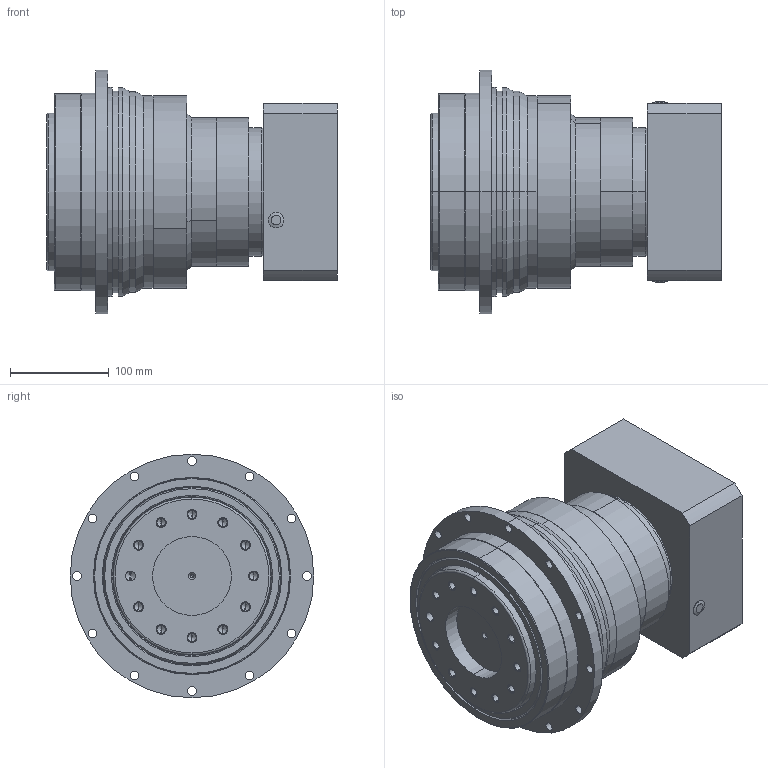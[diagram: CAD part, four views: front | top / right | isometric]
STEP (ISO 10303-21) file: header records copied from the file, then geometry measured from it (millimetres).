
FILE_DESCRIPTION (( 'STEP AP203' ), '1' );
FILE_NAME ('GPD200-L2-(42-114.3-200-M12).STEP', '2024-07-10T08:46:51', ( '' ), ( '' ), 'SwSTEP 2.0', 'SolidWorks 2019', '' );
FILE_SCHEMA (( 'CONFIG_CONTROL_DESIGN' ));
Length unit declared in the file: millimetre
Products named in the file (1): GPD200-L2-(42-114.3-200-M12)
Bounding box: 295 x 247 x 247 mm (x, y, z)
Volume: 7487640.9 mm3; surface area: 616297.6 mm2
Topology: 15 solids, 15 shells, 442 faces, 1026 edges, 623 vertices
Faces by surface type: cylinder 163, plane 131, cone 94, torus 28, bspline 26
Entity records: 13942 total; most frequent: CARTESIAN_POINT 3771, DIRECTION 2238, ORIENTED_EDGE 1984, EDGE_CURVE 992, AXIS2_PLACEMENT_3D 901, VERTEX_POINT 623, EDGE_LOOP 523, CIRCLE 484
